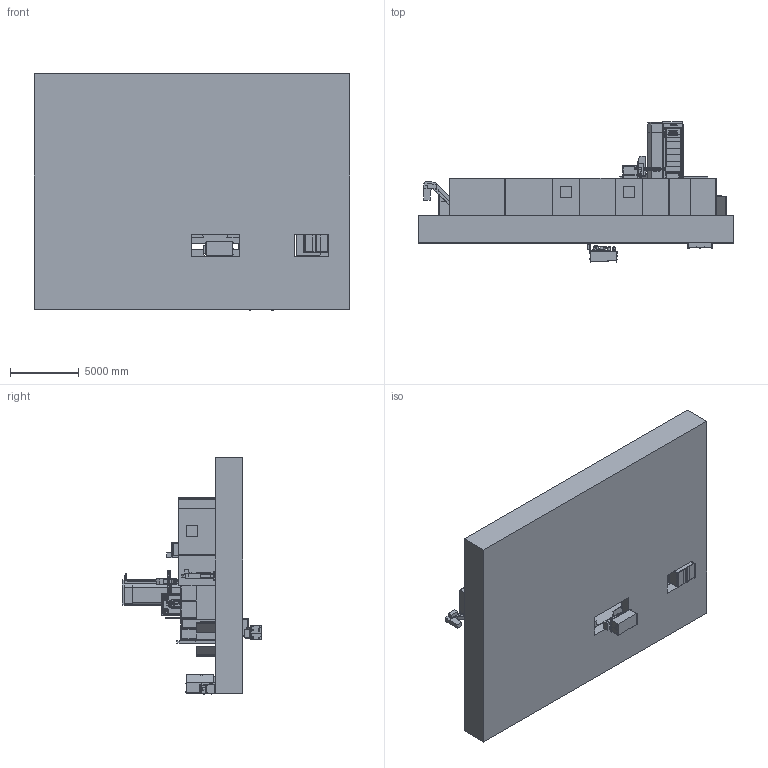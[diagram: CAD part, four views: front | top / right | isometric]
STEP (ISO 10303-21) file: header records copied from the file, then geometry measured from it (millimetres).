
FILE_DESCRIPTION (( 'STEP AP214' ), '1' );
FILE_NAME ('LAYOUT SPEEDRAM PMS V2.0.step', '2024-10-24T08:03:19', ( '' ), ( '' ), 'SwSTEP 2.0', 'SolidWorks 2023', '' );
FILE_SCHEMA (( 'AUTOMOTIVE_DESIGN' ));
Length unit declared in the file: millimetre
Products named in the file (43): S003269_Y=4000; S001774_2000x2500 (PASSO CAVA = 200) SM. 250x250; S003247_TM 100 - 130; S000047; S003236_CON FUNI; S002726_ATC con utensili orizzontali; S002121_CORSA V=0; B=0°; S003282_X=MIN; Y=MIN; Z=MIN; W=MIN; S003249_TM 100-130; S003390; S001560_3 (2+1) POSTI; S003244_SRAM 6-516; S001769; S002727_INTERASSE=1000; S003243_TM 5R H3605; S003412_H=1000; S001767_CORSA V=1500; S002481_ANTE APERTE; S003224_BGB BARENO Ø150 Z=1600; S001570_RETE - 1000 L; S001546_PEDANA RITRATTA - PORTE CHIUSE; S001571; S003258_ISO 50 - RIPOSO; S003207_X=11000; S001573; S003332_LAMIERA; S001771_CORSA V=0; B=0°; S003232_NO CARTERATURA; LAYOUT SPEEDRAM PMS V2.0; S001576_DEFAULT<A macchina>; S003245_SRAM 6-516; S003214_Y=4000; S002841; S003226_BGB Ø150 W=1200; S003189_L=14500; S003209_X=5000..15000; S003256_MILLING; S002405; S001568_1000 L; S003202_X=11000 ...
Assembly tree (45 placements, depth 4):
  LAYOUT SPEEDRAM PMS V2.0
    S003304
    S003282_X=MIN; Y=MIN; Z=MIN; W=MIN
      S003189_L=14500
      S003202_X=11000
      S003207_X=11000
      S003209_X=5000..15000
      S002405
      S003214_Y=4000
      S002841
      S003232_NO CARTERATURA
      S003224_BGB BARENO Ø150 Z=1600
      S003226_BGB Ø150 W=1200
      S003241_Z=1600; BASAM.1600
      S003236_CON FUNI
      S003243_TM 5R H3605
      S003244_SRAM 6-516
      S003245_SRAM 6-516
      S003269_Y=4000
      S001546_PEDANA RITRATTA - PORTE CHIUSE
      S003249_TM 100-130
        S003247_TM 100 - 130
      S003258_ISO 50 - RIPOSO
        S003256_MILLING
        S002726_ATC con utensili orizzontali
        S002727_INTERASSE=1000
    S001560_3 (2+1) POSTI
    S003332_LAMIERA
    S001771_CORSA V=0; B=0°
      S001767_CORSA V=1500
      S001769
      S001774_2000x2500 (PASSO CAVA = 200) SM. 250x250
    S002121_CORSA V=0; B=0°
      S001767_CORSA V=1500
      S001769
      S001774_2000x2500 (PASSO CAVA = 200) SM. 250x250
    S001573
    S001571
    S000047
    S002481_ANTE APERTE
    S001570_RETE - 1000 L
      S001568_1000 L
    S003390
    S001576_DEFAULT<A macchina>
    S003412_H=1000  x2
Bounding box: 22940 x 10174 x 17169.9 mm (x, y, z)
Volume: 679250062622 mm3; surface area: 2539170348.5 mm2
Topology: 526 solids, 530 shells, 8918 faces, 21991 edges, 14261 vertices
Faces by surface type: plane 6181, cylinder 2163, cone 296, torus 215, bspline 50, sphere 13
Entity records: 250809 total; most frequent: CARTESIAN_POINT 46189, DIRECTION 40885, ORIENTED_EDGE 40098, EDGE_CURVE 20049, LINE 15187, VECTOR 15187, VERTEX_POINT 13143, AXIS2_PLACEMENT_3D 12849
